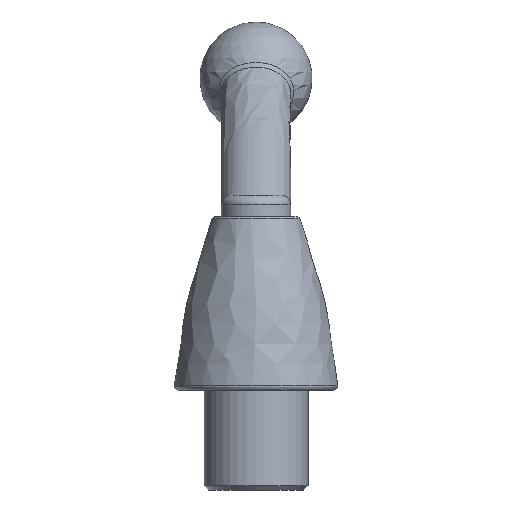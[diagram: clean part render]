
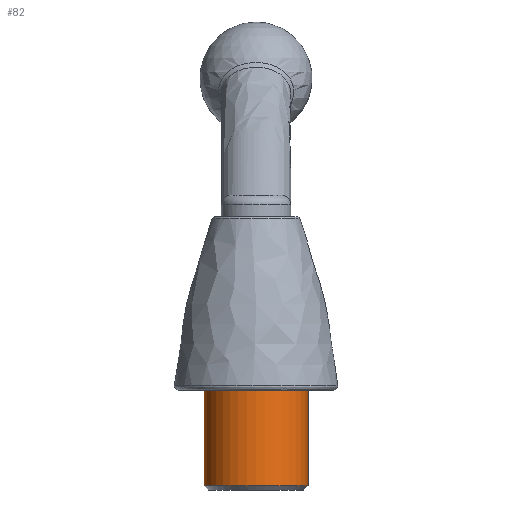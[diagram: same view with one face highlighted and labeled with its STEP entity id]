
A CAD part, left-side view. The second image highlights one B-rep face of the part: STEP entity #82.
In plain terms, the highlighted cylindrical face has radius 6 mm (diameter 12 mm), a full revolution.
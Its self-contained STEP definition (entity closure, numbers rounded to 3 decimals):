
#82 = ADVANCED_FACE( '', ( #177, #178 ), #179, .T. );
#177 = FACE_OUTER_BOUND( '', #2573, .T. );
#178 = FACE_OUTER_BOUND( '', #2574, .T. );
#179 = CYLINDRICAL_SURFACE( '', #2575, 6. );
#2573 = EDGE_LOOP( '', ( #4647 ) );
#2574 = EDGE_LOOP( '', ( #4648 ) );
#2575 = AXIS2_PLACEMENT_3D( '', #4649, #4650, #4651 );
#4647 = ORIENTED_EDGE( '', *, *, #4742, .T. );
#4648 = ORIENTED_EDGE( '', *, *, #4708, .F. );
#4649 = CARTESIAN_POINT( '', ( 0., 0., -11.5 ) );
#4650 = DIRECTION( '', ( 0., 0., -1. ) );
#4651 = DIRECTION( '', ( 0., -1., 0. ) );
#4708 = EDGE_CURVE( '', #4768, #4768, #4769, .T. );
#4742 = EDGE_CURVE( '', #4821, #4821, #4822, .T. );
#4768 = VERTEX_POINT( '', #5309 );
#4769 = CIRCLE( '', #5310, 6. );
#4821 = VERTEX_POINT( '', #6134 );
#4822 = CIRCLE( '', #6135, 6. );
#5309 = CARTESIAN_POINT( '', ( 0., 6., 0. ) );
#5310 = AXIS2_PLACEMENT_3D( '', #6944, #6945, #6946 );
#6134 = CARTESIAN_POINT( '', ( 0., -6., -11. ) );
#6135 = AXIS2_PLACEMENT_3D( '', #6981, #6982, #6983 );
#6944 = CARTESIAN_POINT( '', ( 0., 0., 0. ) );
#6945 = DIRECTION( '', ( 0., 0., 1. ) );
#6946 = DIRECTION( '', ( 0., 1., 0. ) );
#6981 = CARTESIAN_POINT( '', ( 0., 0., -11. ) );
#6982 = DIRECTION( '', ( 0., 0., 1. ) );
#6983 = DIRECTION( '', ( 0., -1., 0. ) );
